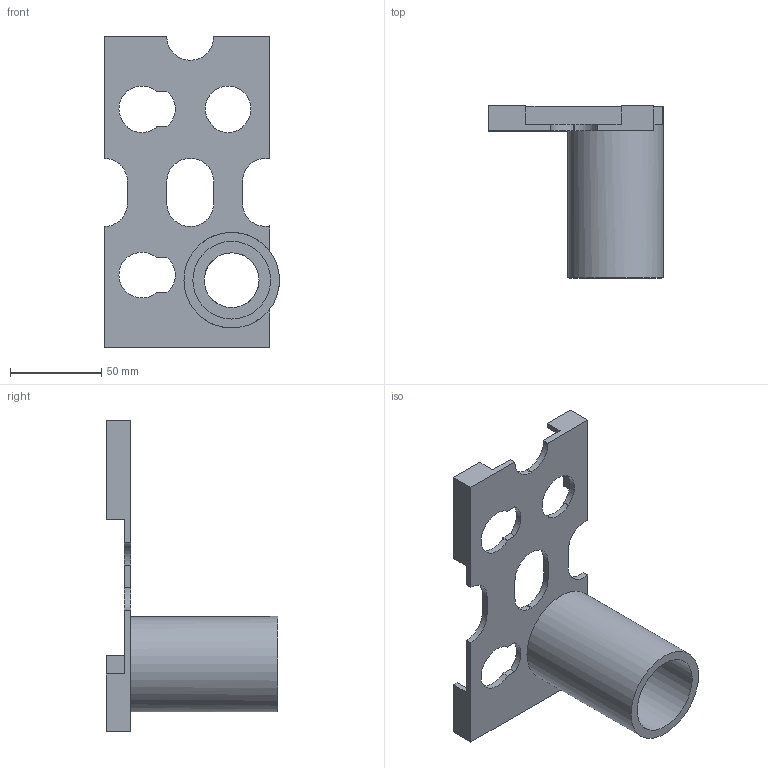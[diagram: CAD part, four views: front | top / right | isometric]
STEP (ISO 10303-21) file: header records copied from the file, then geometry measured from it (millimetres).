
FILE_DESCRIPTION(/* description */ ('','CAx-IF Rec.Pracs.---Representation and Presentation of Product Manufacturing Information (PMI)---4.0---2014-10-13'),/* implementation_level */ '2;1');
FILE_NAME(/* name */ 'iPhone 13 Pro Max Case Single Piece v12.step',/* time_stamp */ '2025-04-04T22:36:16-07:00',/* author */ (''),/* organization */ (''),/* preprocessor_version */ 'ST-DEVELOPER v20',/* originating_system */ 'Autodesk Translation Framework v13.20.0.188',/* authorisation */ '');
FILE_SCHEMA (('AP242_MANAGED_MODEL_BASED_3D_ENGINEERING_MIM_LF { 1 0 10303 442 1 1 4 }'));
Length unit declared in the file: millimetre
Products named in the file (1): iPhone 13 Pro Max Case Single Piece
Bounding box: 95.76 x 93.95 x 170.62 mm (x, y, z)
Volume: 113224.9 mm3; surface area: 55758.6 mm2
Topology: 1 solids, 1 shells, 73 faces, 210 edges, 140 vertices
Faces by surface type: plane 53, cylinder 20
Full cylindrical faces by diameter (mm): 30 x1, 42.5 x1, 52.3 x1
Entity records: 2566 total; most frequent: CARTESIAN_POINT 424, ORIENTED_EDGE 420, DIRECTION 405, EDGE_CURVE 210, LINE 163, VECTOR 163, VERTEX_POINT 140, AXIS2_PLACEMENT_3D 121
